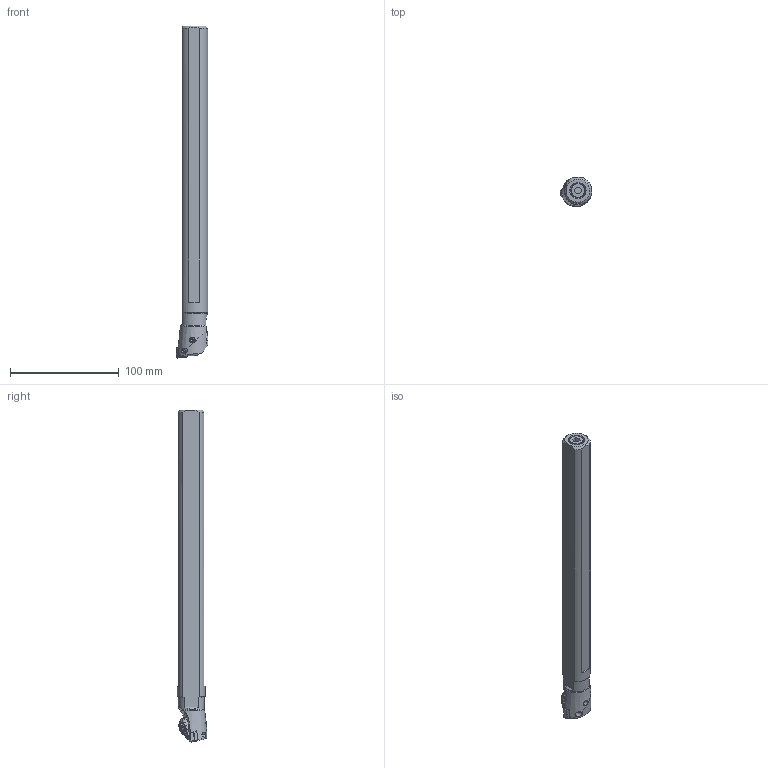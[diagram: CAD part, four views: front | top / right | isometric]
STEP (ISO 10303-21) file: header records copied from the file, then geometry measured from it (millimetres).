
FILE_DESCRIPTION(/* description */ (''),/* implementation_level */ '2;1');
FILE_NAME(/* name */ 'S-DCLNR-163-C_IR0_031.stp',/* time_stamp */ '2021-11-11T11:35:00+09:00',/* author */ (''),/* organization */ (''),/* preprocessor_version */ 'ST-DEVELOPER v16',/* originating_system */ 'SIEMENS PLM Software NX 10.0',/* authorisation */ '');
FILE_SCHEMA (('AUTOMOTIVE_DESIGN { 1 0 10303 214 3 1 1 1 }'));
Length unit declared in the file: millimetre
Products named in the file (1): S-DCLNR-163-C_IR0_031_ASM
Bounding box: 28.98 x 26.76 x 304.8 mm (x, y, z)
Volume: 121551.5 mm3; surface area: 34033.9 mm2
Topology: 2 solids, 2 shells, 314 faces, 878 edges, 572 vertices
Faces by surface type: cylinder 104, plane 90, bspline 61, cone 31, torus 23, sphere 4, extrusion 1
Entity records: 14088 total; most frequent: CARTESIAN_POINT 6532, ORIENTED_EDGE 1724, DIRECTION 1372, EDGE_CURVE 862, VERTEX_POINT 553, AXIS2_PLACEMENT_3D 552, EDGE_LOOP 327, ADVANCED_FACE 314
